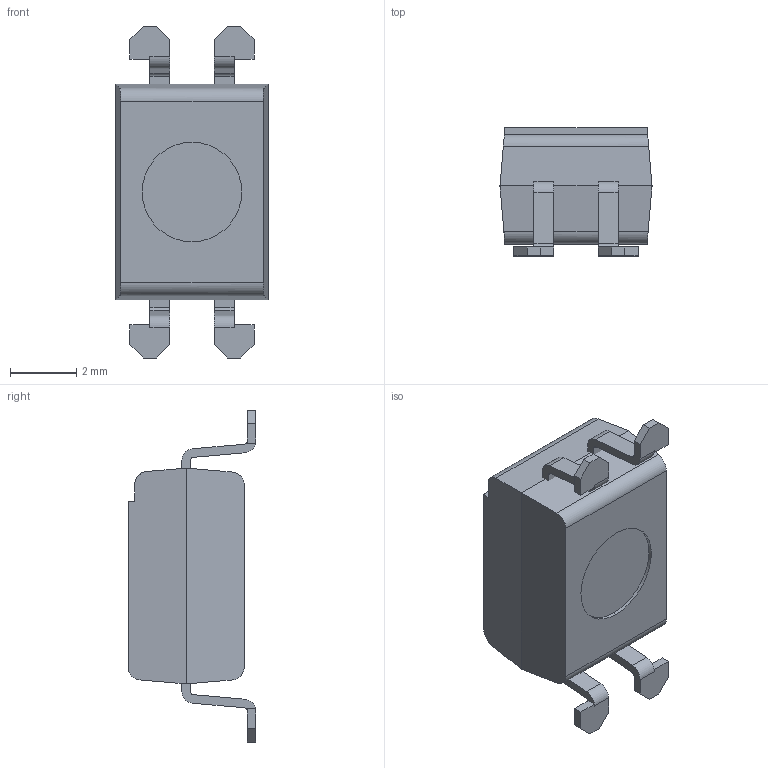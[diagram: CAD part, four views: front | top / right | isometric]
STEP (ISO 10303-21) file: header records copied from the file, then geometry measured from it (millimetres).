
FILE_DESCRIPTION (( 'STEP AP214' ), '1' );
FILE_NAME ('PC817_smd.STEP', '2017-01-09T07:45:52', ( 'CONGMANH' ), ( '' ), 'SwSTEP 2.0', 'SolidWorks 2016', '' );
FILE_SCHEMA (( 'AUTOMOTIVE_DESIGN' ));
Length unit declared in the file: millimetre
Products named in the file (6): User Library-PC817_Gullwing_Gullwing Pin; User Library-PC817_Gullwing_PC817 Body; PC817_smd; User Library-PC817_Gullwing_Gullwing Pin_MIR_MIR; User Library-PC817_Gullwing_Gullwing Pin_MIR1; User Library-PC817_Gullwing_Gullwing Pin_MIR
Assembly tree (5 placements, depth 2):
  PC817_smd
    User Library-PC817_Gullwing_PC817 Body
    User Library-PC817_Gullwing_Gullwing Pin
    User Library-PC817_Gullwing_Gullwing Pin_MIR
    User Library-PC817_Gullwing_Gullwing Pin_MIR1
    User Library-PC817_Gullwing_Gullwing Pin_MIR_MIR
Bounding box: 4.58 x 3.85 x 10 mm (x, y, z)
Volume: 99 mm3; surface area: 160.2 mm2
Topology: 5 solids, 5 shells, 244 faces, 644 edges, 428 vertices
Faces by surface type: plane 154, bspline 66, cylinder 24
Entity records: 13682 total; most frequent: CARTESIAN_POINT 5150, ORIENTED_EDGE 1288, DIRECTION 916, EDGE_CURVE 644, LINE 464, VECTOR 464, VERTEX_POINT 428, EDGE_LOOP 262
